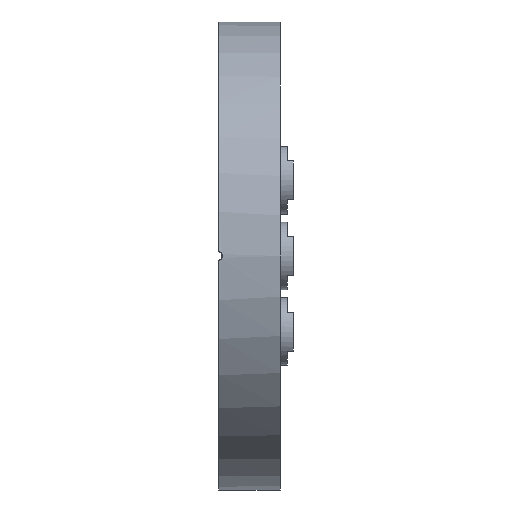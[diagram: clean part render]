
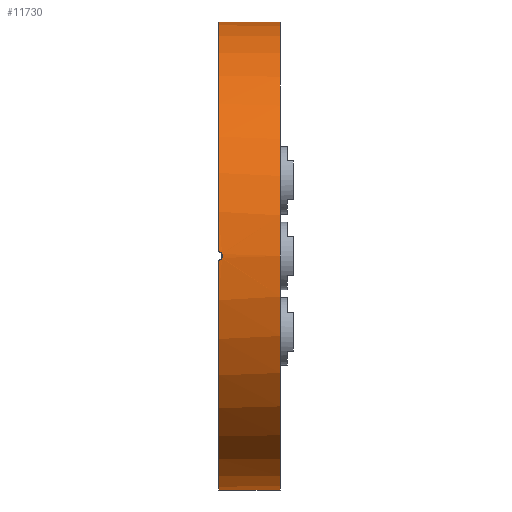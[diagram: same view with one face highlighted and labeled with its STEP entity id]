
A CAD part, left-side view. The second image highlights one B-rep face of the part: STEP entity #11730.
In plain terms, the highlighted cylindrical face has radius 57.15 mm (diameter 114.3 mm), a partial arc.
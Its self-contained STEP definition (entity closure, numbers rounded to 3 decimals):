
#125 = EDGE_CURVE ( 'NONE', #2071, #4966, #9171, .T. ) ;
#260 = CARTESIAN_POINT ( 'NONE',  ( 0., -15., 0. ) ) ;
#359 = CIRCLE ( 'NONE', #9063, 57.15 ) ;
#375 = CARTESIAN_POINT ( 'NONE',  ( -57.141, 0., 1. ) ) ;
#648 = CARTESIAN_POINT ( 'NONE',  ( 0., -15., 57.15 ) ) ;
#1009 = CARTESIAN_POINT ( 'NONE',  ( 0., 0., 0. ) ) ;
#1129 = FACE_OUTER_BOUND ( 'NONE', #2116, .T. ) ;
#1418 = EDGE_CURVE ( 'NONE', #11539, #9908, #359, .T. ) ;
#1424 = CARTESIAN_POINT ( 'NONE',  ( -57.148, -0.874, 0.503 ) ) ;
#1700 = DIRECTION ( 'NONE',  ( 0., 1., 0. ) ) ;
#2071 = VERTEX_POINT ( 'NONE', #11610 ) ;
#2116 = EDGE_LOOP ( 'NONE', ( #5641, #3507, #7752, #3020, #9910, #2989 ) ) ;
#2360 = CARTESIAN_POINT ( 'NONE',  ( -57.15, -0.974, 0.263 ) ) ;
#2476 = CARTESIAN_POINT ( 'NONE',  ( -57.15, -0.974, -0.261 ) ) ;
#2563 = DIRECTION ( 'NONE',  ( 0., 1., 0. ) ) ;
#2887 = AXIS2_PLACEMENT_3D ( 'NONE', #260, #8677, #10600 ) ;
#2989 = ORIENTED_EDGE ( 'NONE', *, *, #1418, .F. ) ;
#3020 = ORIENTED_EDGE ( 'NONE', *, *, #9325, .F. ) ;
#3065 = VERTEX_POINT ( 'NONE', #3819 ) ;
#3507 = ORIENTED_EDGE ( 'NONE', *, *, #9742, .T. ) ;
#3511 = DIRECTION ( 'NONE',  ( 0., 0., 1. ) ) ;
#3819 = CARTESIAN_POINT ( 'NONE',  ( -57.141, 0., 1. ) ) ;
#4152 = CARTESIAN_POINT ( 'NONE',  ( -57.147, -0.801, -0.613 ) ) ;
#4189 = VERTEX_POINT ( 'NONE', #5484 ) ;
#4213 = CARTESIAN_POINT ( 'NONE',  ( -57.147, -0.799, 0.615 ) ) ;
#4336 = CARTESIAN_POINT ( 'NONE',  ( -57.143, -0.521, -0.893 ) ) ;
#4440 = CARTESIAN_POINT ( 'NONE',  ( 0., 0., 0. ) ) ;
#4629 = CARTESIAN_POINT ( 'NONE',  ( -57.141, 0., -1. ) ) ;
#4904 = CYLINDRICAL_SURFACE ( 'NONE', #2887, 57.15 ) ;
#4966 = VERTEX_POINT ( 'NONE', #10172 ) ;
#4989 = CARTESIAN_POINT ( 'NONE',  ( 0., 0., -57.15 ) ) ;
#5147 = CARTESIAN_POINT ( 'NONE',  ( -57.141, -0.132, 1. ) ) ;
#5248 = EDGE_CURVE ( 'NONE', #4189, #11539, #10017, .T. ) ;
#5484 = CARTESIAN_POINT ( 'NONE',  ( 0., -15., -57.15 ) ) ;
#5641 = ORIENTED_EDGE ( 'NONE', *, *, #5248, .F. ) ;
#6138 = CARTESIAN_POINT ( 'NONE',  ( -57.141, 0., -1. ) ) ;
#6225 = CIRCLE ( 'NONE', #6790, 57.15 ) ;
#6500 = DIRECTION ( 'NONE',  ( 0., 0., 1. ) ) ;
#6599 = AXIS2_PLACEMENT_3D ( 'NONE', #10223, #9348, #6500 ) ;
#6790 = AXIS2_PLACEMENT_3D ( 'NONE', #1009, #1700, #7386 ) ;
#7049 = CARTESIAN_POINT ( 'NONE',  ( -57.144, -0.615, 0.799 ) ) ;
#7386 = DIRECTION ( 'NONE',  ( 0., 0., 1. ) ) ;
#7482 = VECTOR ( 'NONE', #9014, 1000. ) ;
#7752 = ORIENTED_EDGE ( 'NONE', *, *, #125, .T. ) ;
#7983 = CARTESIAN_POINT ( 'NONE',  ( -57.15, -1., 0.131 ) ) ;
#7991 = VECTOR ( 'NONE', #2563, 1000. ) ;
#8153 = CARTESIAN_POINT ( 'NONE',  ( 0., -15., -57.15 ) ) ;
#8677 = DIRECTION ( 'NONE',  ( 0., 1., 0. ) ) ;
#8909 = CARTESIAN_POINT ( 'NONE',  ( -57.142, -0.262, 0.974 ) ) ;
#8971 = CARTESIAN_POINT ( 'NONE',  ( -57.143, -0.504, 0.874 ) ) ;
#9014 = DIRECTION ( 'NONE',  ( 0., 1., 0. ) ) ;
#9063 = AXIS2_PLACEMENT_3D ( 'NONE', #4440, #11985, #3511 ) ;
#9171 = LINE ( 'NONE', #648, #7991 ) ;
#9325 = EDGE_CURVE ( 'NONE', #3065, #4966, #6225, .T. ) ;
#9348 = DIRECTION ( 'NONE',  ( 0., 1., 0. ) ) ;
#9742 = EDGE_CURVE ( 'NONE', #4189, #2071, #11543, .T. ) ;
#9835 = EDGE_CURVE ( 'NONE', #3065, #9908, #12048, .T. ) ;
#9908 = VERTEX_POINT ( 'NONE', #4629 ) ;
#9910 = ORIENTED_EDGE ( 'NONE', *, *, #9835, .T. ) ;
#9967 = CARTESIAN_POINT ( 'NONE',  ( -57.15, -1., -0.13 ) ) ;
#10017 = LINE ( 'NONE', #8153, #7482 ) ;
#10172 = CARTESIAN_POINT ( 'NONE',  ( 0., 0., 57.15 ) ) ;
#10223 = CARTESIAN_POINT ( 'NONE',  ( 0., -15., 0. ) ) ;
#10600 = DIRECTION ( 'NONE',  ( 0., 0., 1. ) ) ;
#10832 = CARTESIAN_POINT ( 'NONE',  ( -57.141, -0.264, -1. ) ) ;
#11539 = VERTEX_POINT ( 'NONE', #4989 ) ;
#11543 = CIRCLE ( 'NONE', #6599, 57.15 ) ;
#11610 = CARTESIAN_POINT ( 'NONE',  ( 0., -15., 57.15 ) ) ;
#11730 = ADVANCED_FACE ( 'NONE', ( #1129 ), #4904, .T. ) ;
#11941 = CARTESIAN_POINT ( 'NONE',  ( -57.148, -0.874, -0.503 ) ) ;
#11985 = DIRECTION ( 'NONE',  ( 0., 1., 0. ) ) ;
#12048 = B_SPLINE_CURVE_WITH_KNOTS ( 'NONE', 3,
 ( #375, #5147, #8909, #8971, #7049, #4213, #1424, #2360, #7983, #9967, #2476, #11941, #4152, #4336, #10832, #6138 ),
 .UNSPECIFIED., .F., .F.,
 ( 4, 2, 2, 2, 2, 2, 2, 4 ),
 ( 0., 0., 0.001, 0.001, 0.002, 0.002, 0.002, 0.003 ),
 .UNSPECIFIED. ) ;
